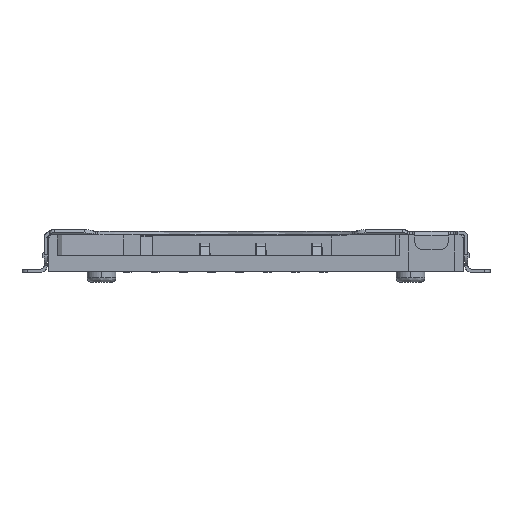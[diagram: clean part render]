
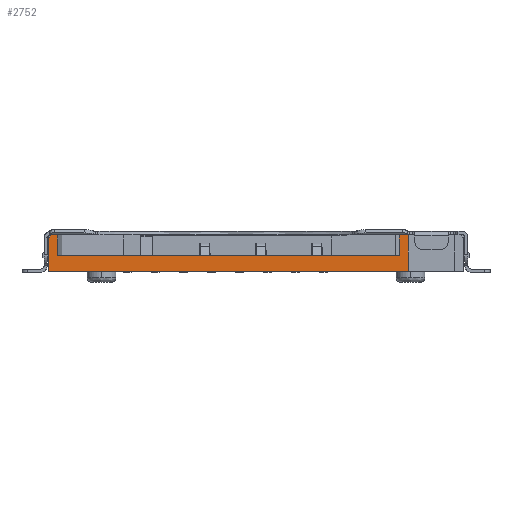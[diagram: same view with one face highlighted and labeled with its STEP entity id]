
A CAD part, front view. The second image highlights one B-rep face of the part: STEP entity #2752.
In plain terms, the highlighted free-form (B-spline) face has degree [1, 1] with [2, 2] control points.
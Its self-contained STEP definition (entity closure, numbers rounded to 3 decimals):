
#220 = VECTOR ( 'NONE', #16636, 1000. ) ;
#317 = ORIENTED_EDGE ( 'NONE', *, *, #7271, .T. ) ;
#934 = LINE ( 'NONE', #9918, #23746 ) ;
#1049 = VECTOR ( 'NONE', #23897, 1000. ) ;
#1199 = LINE ( 'NONE', #16919, #3027 ) ;
#1731 = CARTESIAN_POINT ( 'NONE',  ( 16.3, 0., -1.65 ) ) ;
#1898 = VERTEX_POINT ( 'NONE', #14939 ) ;
#1980 = VECTOR ( 'NONE', #26563, 1000. ) ;
#1995 = CARTESIAN_POINT ( 'NONE',  ( 0., 0., -1.65 ) ) ;
#2574 = ORIENTED_EDGE ( 'NONE', *, *, #28581, .F. ) ;
#2752 = ADVANCED_FACE ( 'NONE', ( #26672 ), #26568, .T. ) ;
#3027 = VECTOR ( 'NONE', #25895, 1000. ) ;
#3258 = CARTESIAN_POINT ( 'NONE',  ( 15.9, 0., -0.95 ) ) ;
#3609 = CARTESIAN_POINT ( 'NONE',  ( 0.15, 0., 0. ) ) ;
#3732 = CARTESIAN_POINT ( 'NONE',  ( -0.376, 0., 0.04 ) ) ;
#3835 = EDGE_CURVE ( 'NONE', #1898, #7459, #27138, .T. ) ;
#4203 = LINE ( 'NONE', #1995, #21680 ) ;
#4205 = CARTESIAN_POINT ( 'NONE',  ( 0.15, 0., 0. ) ) ;
#4315 = LINE ( 'NONE', #13279, #22654 ) ;
#4616 = CARTESIAN_POINT ( 'NONE',  ( 15.9, 0., 0. ) ) ;
#5227 = CARTESIAN_POINT ( 'NONE',  ( 15.9, 0., 0. ) ) ;
#5430 = VERTEX_POINT ( 'NONE', #11800 ) ;
#5558 = VECTOR ( 'NONE', #28934, 1000. ) ;
#5802 = VERTEX_POINT ( 'NONE', #15847 ) ;
#7271 = EDGE_CURVE ( 'NONE', #5802, #15974, #4203, .T. ) ;
#7459 = VERTEX_POINT ( 'NONE', #16246 ) ;
#7678 = LINE ( 'NONE', #3258, #220 ) ;
#7700 = EDGE_CURVE ( 'NONE', #15834, #17530, #4315, .T. ) ;
#9871 = EDGE_CURVE ( 'NONE', #1898, #12720, #14498, .T. ) ;
#9918 = CARTESIAN_POINT ( 'NONE',  ( 0., 0., -1.65 ) ) ;
#11088 = DIRECTION ( 'NONE',  ( 1., 0., 0. ) ) ;
#11800 = CARTESIAN_POINT ( 'NONE',  ( 15.9, 0., -0.95 ) ) ;
#11837 = DIRECTION ( 'NONE',  ( 0., 0., -1. ) ) ;
#12228 = EDGE_CURVE ( 'NONE', #15974, #17530, #26588, .T. ) ;
#12269 = ORIENTED_EDGE ( 'NONE', *, *, #12228, .T. ) ;
#12517 = ORIENTED_EDGE ( 'NONE', *, *, #3835, .T. ) ;
#12720 = VERTEX_POINT ( 'NONE', #23130 ) ;
#13006 = VERTEX_POINT ( 'NONE', #27261 ) ;
#13279 = CARTESIAN_POINT ( 'NONE',  ( 15.9, 0., 0. ) ) ;
#14171 = DIRECTION ( 'NONE',  ( 0., 0., 1. ) ) ;
#14498 = LINE ( 'NONE', #3609, #1049 ) ;
#14698 = CARTESIAN_POINT ( 'NONE',  ( 16.3, 0., -1.65 ) ) ;
#14939 = CARTESIAN_POINT ( 'NONE',  ( 0.15, 0., 0. ) ) ;
#15342 = CARTESIAN_POINT ( 'NONE',  ( 19.176, 0., -1.69 ) ) ;
#15716 = ORIENTED_EDGE ( 'NONE', *, *, #23422, .T. ) ;
#15834 = VERTEX_POINT ( 'NONE', #4616 ) ;
#15847 = CARTESIAN_POINT ( 'NONE',  ( 0., 0., -1.65 ) ) ;
#15974 = VERTEX_POINT ( 'NONE', #14698 ) ;
#16246 = CARTESIAN_POINT ( 'NONE',  ( 0., 0., -0.15 ) ) ;
#16636 = DIRECTION ( 'NONE',  ( -1., 0., 0. ) ) ;
#16919 = CARTESIAN_POINT ( 'NONE',  ( 0.4, 0., 0. ) ) ;
#16973 = ORIENTED_EDGE ( 'NONE', *, *, #7700, .F. ) ;
#17392 = CARTESIAN_POINT ( 'NONE',  ( -0.376, 0., -1.69 ) ) ;
#17530 = VERTEX_POINT ( 'NONE', #19760 ) ;
#18010 = ORIENTED_EDGE ( 'NONE', *, *, #29004, .F. ) ;
#19253 = ORIENTED_EDGE ( 'NONE', *, *, #9871, .F. ) ;
#19760 = CARTESIAN_POINT ( 'NONE',  ( 16.3, 0., 0. ) ) ;
#20053 = EDGE_LOOP ( 'NONE', ( #15716, #18010, #19253, #12517, #2574, #317, #12269, #16973, #28000 ) ) ;
#21387 = LINE ( 'NONE', #5227, #25061 ) ;
#21680 = VECTOR ( 'NONE', #24482, 1000. ) ;
#21869 = EDGE_CURVE ( 'NONE', #15834, #5430, #21387, .T. ) ;
#22654 = VECTOR ( 'NONE', #11088, 1000. ) ;
#23130 = CARTESIAN_POINT ( 'NONE',  ( 0.4, 0., 0. ) ) ;
#23422 = EDGE_CURVE ( 'NONE', #5430, #13006, #7678, .T. ) ;
#23746 = VECTOR ( 'NONE', #14171, 1000. ) ;
#23897 = DIRECTION ( 'NONE',  ( 1., 0., 0. ) ) ;
#24007 = CARTESIAN_POINT ( 'NONE',  ( 19.176, 0., 0.04 ) ) ;
#24482 = DIRECTION ( 'NONE',  ( 1., 0., 0. ) ) ;
#25061 = VECTOR ( 'NONE', #11837, 1000. ) ;
#25895 = DIRECTION ( 'NONE',  ( 0., 0., -1. ) ) ;
#26563 = DIRECTION ( 'NONE',  ( -0.707, 0., -0.707 ) ) ;
#26568 = B_SPLINE_SURFACE_WITH_KNOTS ( 'NONE', 1, 1, ( 
 ( #17392, #3732 ),
 ( #15342, #24007 ) ),
 .UNSPECIFIED., .F., .F., .F.,
 ( 2, 2 ),
 ( 2, 2 ),
 ( -0.376, 19.176 ),
 ( -0.04, 1.69 ),
 .UNSPECIFIED. ) ;
#26588 = LINE ( 'NONE', #1731, #5558 ) ;
#26672 = FACE_OUTER_BOUND ( 'NONE', #20053, .T. ) ;
#27138 = LINE ( 'NONE', #4205, #1980 ) ;
#27261 = CARTESIAN_POINT ( 'NONE',  ( 0.4, 0., -0.95 ) ) ;
#28000 = ORIENTED_EDGE ( 'NONE', *, *, #21869, .T. ) ;
#28581 = EDGE_CURVE ( 'NONE', #5802, #7459, #934, .T. ) ;
#28934 = DIRECTION ( 'NONE',  ( 0., 0., 1. ) ) ;
#29004 = EDGE_CURVE ( 'NONE', #12720, #13006, #1199, .T. ) ;
